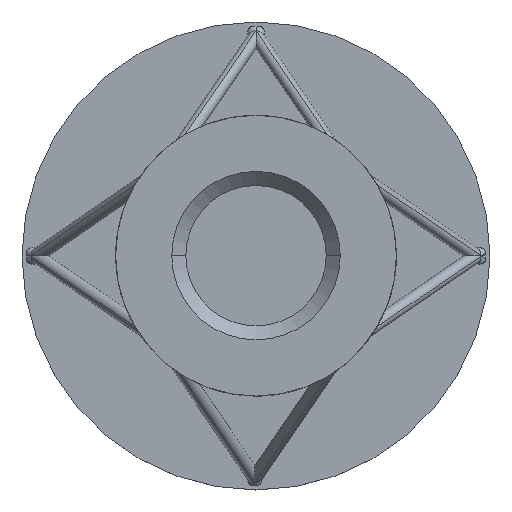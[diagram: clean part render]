
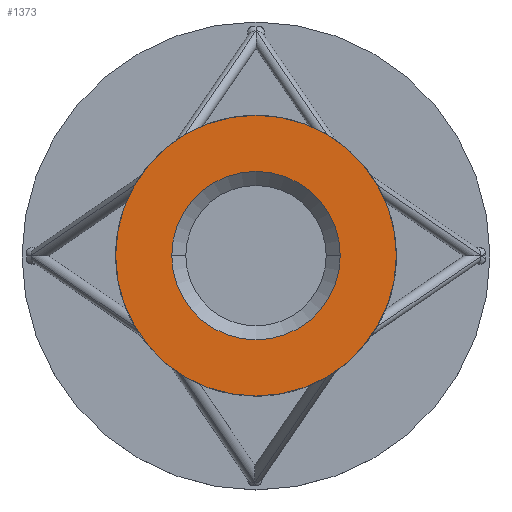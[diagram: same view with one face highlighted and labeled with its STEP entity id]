
A CAD part, top view. The second image highlights one B-rep face of the part: STEP entity #1373.
In plain terms, the highlighted planar face has unit normal (0, 0, 1).
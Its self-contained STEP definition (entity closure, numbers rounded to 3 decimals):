
#94 = VERTEX_POINT ( 'NONE', #802 ) ;
#243 = CARTESIAN_POINT ( 'NONE',  ( 0., 0., 40. ) ) ;
#475 = EDGE_CURVE ( 'NONE', #2585, #94, #1933, .T. ) ;
#487 = EDGE_LOOP ( 'NONE', ( #3608, #2387 ) ) ;
#611 = DIRECTION ( 'NONE',  ( 1., 0., 0. ) ) ;
#709 = AXIS2_PLACEMENT_3D ( 'NONE', #3144, #1758, #2950 ) ;
#802 = CARTESIAN_POINT ( 'NONE',  ( 30., 0., 40. ) ) ;
#877 = EDGE_LOOP ( 'NONE', ( #2003, #1592 ) ) ;
#937 = AXIS2_PLACEMENT_3D ( 'NONE', #1700, #1138, #611 ) ;
#1138 = DIRECTION ( 'NONE',  ( 0., 0., 1. ) ) ;
#1178 = AXIS2_PLACEMENT_3D ( 'NONE', #3294, #3583, #2416 ) ;
#1262 = EDGE_CURVE ( 'NONE', #2258, #1620, #1467, .T. ) ;
#1373 = ADVANCED_FACE ( 'NONE', ( #1598, #3566 ), #2468, .T. ) ;
#1404 = EDGE_CURVE ( 'NONE', #1620, #2258, #2567, .T. ) ;
#1467 = CIRCLE ( 'NONE', #709, 18. ) ;
#1487 = EDGE_CURVE ( 'NONE', #94, #2585, #2847, .T. ) ;
#1592 = ORIENTED_EDGE ( 'NONE', *, *, #1487, .T. ) ;
#1598 = FACE_BOUND ( 'NONE', #487, .T. ) ;
#1620 = VERTEX_POINT ( 'NONE', #1690 ) ;
#1666 = DIRECTION ( 'NONE',  ( 0., 0., 1. ) ) ;
#1690 = CARTESIAN_POINT ( 'NONE',  ( -18., 0., 40. ) ) ;
#1700 = CARTESIAN_POINT ( 'NONE',  ( 0., 0., 40. ) ) ;
#1702 = CARTESIAN_POINT ( 'NONE',  ( 0., 0., 40. ) ) ;
#1758 = DIRECTION ( 'NONE',  ( 0., 0., -1. ) ) ;
#1919 = DIRECTION ( 'NONE',  ( 0., 0., -1. ) ) ;
#1933 = CIRCLE ( 'NONE', #2577, 30. ) ;
#1998 = CARTESIAN_POINT ( 'NONE',  ( -30., 0., 40. ) ) ;
#2003 = ORIENTED_EDGE ( 'NONE', *, *, #475, .T. ) ;
#2175 = CARTESIAN_POINT ( 'NONE',  ( 18., 0., 40. ) ) ;
#2204 = DIRECTION ( 'NONE',  ( 1., 0., 0. ) ) ;
#2258 = VERTEX_POINT ( 'NONE', #2175 ) ;
#2387 = ORIENTED_EDGE ( 'NONE', *, *, #1404, .T. ) ;
#2416 = DIRECTION ( 'NONE',  ( 1., 0., 0. ) ) ;
#2468 = PLANE ( 'NONE',  #1178 ) ;
#2567 = CIRCLE ( 'NONE', #2791, 18. ) ;
#2577 = AXIS2_PLACEMENT_3D ( 'NONE', #1702, #1666, #2204 ) ;
#2585 = VERTEX_POINT ( 'NONE', #1998 ) ;
#2791 = AXIS2_PLACEMENT_3D ( 'NONE', #243, #1919, #3514 ) ;
#2847 = CIRCLE ( 'NONE', #937, 30. ) ;
#2950 = DIRECTION ( 'NONE',  ( -1., 0., 0. ) ) ;
#3144 = CARTESIAN_POINT ( 'NONE',  ( 0., 0., 40. ) ) ;
#3294 = CARTESIAN_POINT ( 'NONE',  ( 0., 0., 40. ) ) ;
#3514 = DIRECTION ( 'NONE',  ( -1., 0., 0. ) ) ;
#3566 = FACE_OUTER_BOUND ( 'NONE', #877, .T. ) ;
#3583 = DIRECTION ( 'NONE',  ( 0., 0., 1. ) ) ;
#3608 = ORIENTED_EDGE ( 'NONE', *, *, #1262, .T. ) ;
